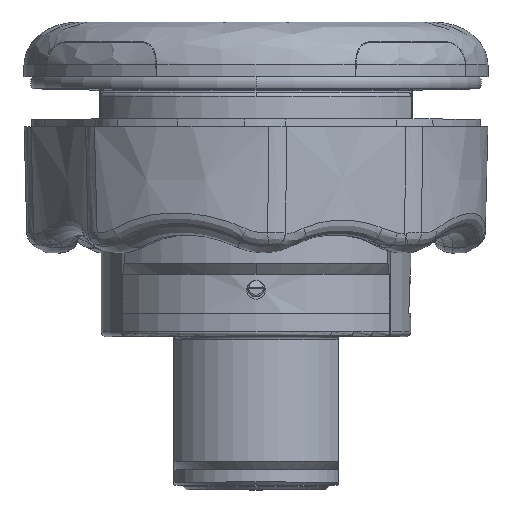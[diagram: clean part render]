
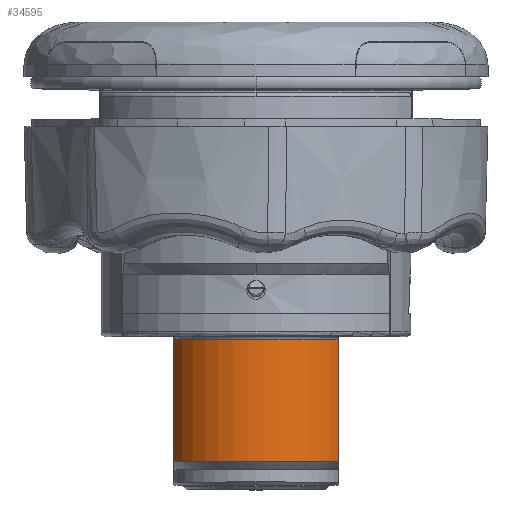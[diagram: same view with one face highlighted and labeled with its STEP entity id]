
A CAD part, top view. The second image highlights one B-rep face of the part: STEP entity #34595.
In plain terms, the highlighted cylindrical face has radius 6 mm (diameter 12 mm), a partial arc.
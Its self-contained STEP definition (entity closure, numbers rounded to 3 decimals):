
#246 = EDGE_CURVE ( 'NONE', #16270, #17676, #14988, .T. ) ;
#1301 = CARTESIAN_POINT ( 'NONE',  ( -5.3, -4.2, 2.812 ) ) ;
#1452 = CARTESIAN_POINT ( 'NONE',  ( 0., -12.05, 0. ) ) ;
#3759 = ORIENTED_EDGE ( 'NONE', *, *, #32726, .F. ) ;
#4846 = EDGE_CURVE ( 'NONE', #28241, #16270, #13633, .T. ) ;
#5179 = CARTESIAN_POINT ( 'NONE',  ( 5.3, 7.8, 2.812 ) ) ;
#5944 = CARTESIAN_POINT ( 'NONE',  ( 0., -4.2, 0. ) ) ;
#8761 = DIRECTION ( 'NONE',  ( 0., 0., -1. ) ) ;
#9296 = DIRECTION ( 'NONE',  ( 0., 0., -1. ) ) ;
#10246 = AXIS2_PLACEMENT_3D ( 'NONE', #1452, #32850, #15958 ) ;
#10947 = DIRECTION ( 'NONE',  ( 0., 1., 0. ) ) ;
#13242 = EDGE_LOOP ( 'NONE', ( #3759, #28467, #33075, #22327 ) ) ;
#13633 = LINE ( 'NONE', #16610, #26374 ) ;
#14709 = DIRECTION ( 'NONE',  ( 0., 1., 0. ) ) ;
#14988 = CIRCLE ( 'NONE', #10246, 6. ) ;
#15326 = AXIS2_PLACEMENT_3D ( 'NONE', #5944, #28637, #9296 ) ;
#15958 = DIRECTION ( 'NONE',  ( 0., 0., -1. ) ) ;
#16270 = VERTEX_POINT ( 'NONE', #34180 ) ;
#16470 = CARTESIAN_POINT ( 'NONE',  ( 5.3, -12.05, 2.812 ) ) ;
#16610 = CARTESIAN_POINT ( 'NONE',  ( -5.3, 7.8, 2.812 ) ) ;
#17676 = VERTEX_POINT ( 'NONE', #16470 ) ;
#18846 = DIRECTION ( 'NONE',  ( 0., -1., 0. ) ) ;
#22222 = VECTOR ( 'NONE', #10947, 1000. ) ;
#22327 = ORIENTED_EDGE ( 'NONE', *, *, #24209, .T. ) ;
#24209 = EDGE_CURVE ( 'NONE', #17676, #29973, #30649, .T. ) ;
#25318 = CYLINDRICAL_SURFACE ( 'NONE', #33799, 6. ) ;
#26047 = CARTESIAN_POINT ( 'NONE',  ( 0., 7.8, 0. ) ) ;
#26374 = VECTOR ( 'NONE', #18846, 1000. ) ;
#27797 = CIRCLE ( 'NONE', #15326, 6. ) ;
#28241 = VERTEX_POINT ( 'NONE', #1301 ) ;
#28467 = ORIENTED_EDGE ( 'NONE', *, *, #4846, .T. ) ;
#28637 = DIRECTION ( 'NONE',  ( 0., 1., 0. ) ) ;
#29973 = VERTEX_POINT ( 'NONE', #34774 ) ;
#30649 = LINE ( 'NONE', #5179, #22222 ) ;
#32726 = EDGE_CURVE ( 'NONE', #28241, #29973, #27797, .T. ) ;
#32850 = DIRECTION ( 'NONE',  ( 0., 1., 0. ) ) ;
#33075 = ORIENTED_EDGE ( 'NONE', *, *, #246, .T. ) ;
#33799 = AXIS2_PLACEMENT_3D ( 'NONE', #26047, #14709, #8761 ) ;
#33846 = FACE_OUTER_BOUND ( 'NONE', #13242, .T. ) ;
#34180 = CARTESIAN_POINT ( 'NONE',  ( -5.3, -12.05, 2.812 ) ) ;
#34595 = ADVANCED_FACE ( 'NONE', ( #33846 ), #25318, .T. ) ;
#34774 = CARTESIAN_POINT ( 'NONE',  ( 5.3, -4.2, 2.812 ) ) ;
